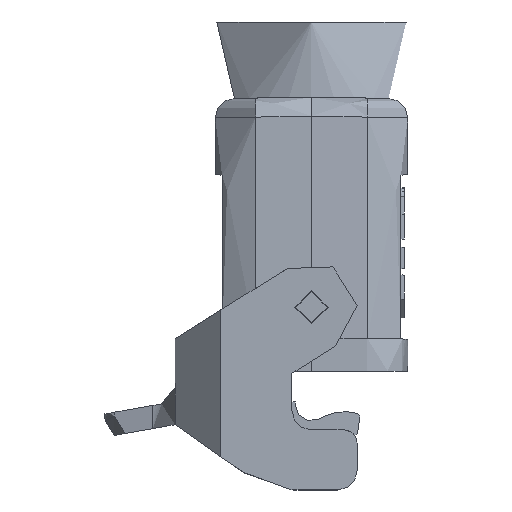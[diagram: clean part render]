
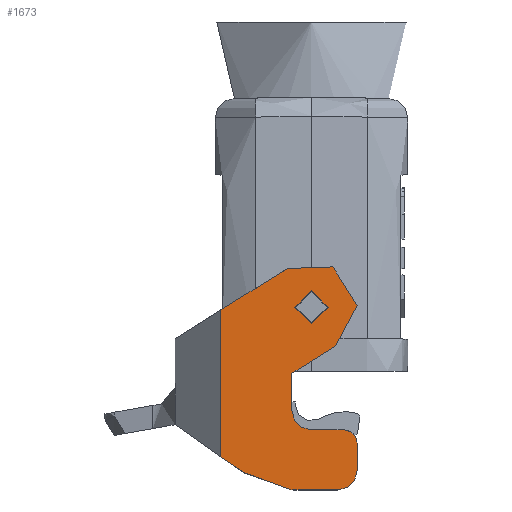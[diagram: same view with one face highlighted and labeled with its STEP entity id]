
A CAD part, left-side view. The second image highlights one B-rep face of the part: STEP entity #1673.
In plain terms, the highlighted planar face has unit normal (-1, 0, 0).
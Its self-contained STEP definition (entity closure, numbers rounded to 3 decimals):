
#1344=FACE_BOUND('',#2437,.T.);
#1345=FACE_BOUND('',#2438,.T.);
#1501=CIRCLE('',#6958,3.);
#1517=CIRCLE('',#7008,2.55);
#1520=CIRCLE('',#7013,2.);
#1522=CIRCLE('',#7018,3.);
#1523=CIRCLE('',#7019,2.);
#1524=CIRCLE('',#7020,7.);
#1673=ADVANCED_FACE('',(#1344,#1345),#1958,.T.);
#1958=PLANE('',#7021);
#2437=EDGE_LOOP('',(#3957));
#2438=EDGE_LOOP('',(#3958,#3959,#3960,#3961,#3962,#3963,#3964,#3965,#3966,
#3967,#3968,#3969,#3970,#3971));
#2759=LINE('',#8850,#3249);
#2823=LINE('',#9374,#3313);
#2827=LINE('',#9388,#3317);
#2830=LINE('',#9398,#3320);
#2834=LINE('',#9431,#3324);
#2835=LINE('',#9434,#3325);
#2836=LINE('',#9437,#3326);
#2837=LINE('',#9439,#3327);
#3249=VECTOR('',#7398,1.);
#3313=VECTOR('',#7564,1.);
#3317=VECTOR('',#7576,1.);
#3320=VECTOR('',#7587,1.);
#3324=VECTOR('',#7599,1.);
#3325=VECTOR('',#7602,1.);
#3326=VECTOR('',#7605,1.);
#3327=VECTOR('',#7606,1.);
#3957=ORIENTED_EDGE('',*,*,#5937,.T.);
#3958=ORIENTED_EDGE('',*,*,#5953,.F.);
#3959=ORIENTED_EDGE('',*,*,#5946,.T.);
#3960=ORIENTED_EDGE('',*,*,#5944,.T.);
#3961=ORIENTED_EDGE('',*,*,#5941,.T.);
#3962=ORIENTED_EDGE('',*,*,#5954,.T.);
#3963=ORIENTED_EDGE('',*,*,#5955,.T.);
#3964=ORIENTED_EDGE('',*,*,#5956,.T.);
#3965=ORIENTED_EDGE('',*,*,#5831,.T.);
#3966=ORIENTED_EDGE('',*,*,#5834,.T.);
#3967=ORIENTED_EDGE('',*,*,#5957,.T.);
#3968=ORIENTED_EDGE('',*,*,#5935,.T.);
#3969=ORIENTED_EDGE('',*,*,#5958,.T.);
#3970=ORIENTED_EDGE('',*,*,#5959,.T.);
#3971=ORIENTED_EDGE('',*,*,#5960,.T.);
#5302=VERTEX_POINT('',#8845);
#5304=VERTEX_POINT('',#8849);
#5306=VERTEX_POINT('',#8855);
#5375=VERTEX_POINT('',#9373);
#5376=VERTEX_POINT('',#9375);
#5377=VERTEX_POINT('',#9379);
#5381=VERTEX_POINT('',#9387);
#5382=VERTEX_POINT('',#9389);
#5384=VERTEX_POINT('',#9395);
#5385=VERTEX_POINT('',#9399);
#5390=VERTEX_POINT('',#9428);
#5391=VERTEX_POINT('',#9430);
#5392=VERTEX_POINT('',#9432);
#5393=VERTEX_POINT('',#9436);
#5394=VERTEX_POINT('',#9438);
#5831=EDGE_CURVE('',#5302,#5304,#2759,.T.);
#5834=EDGE_CURVE('',#5304,#5306,#1501,.T.);
#5935=EDGE_CURVE('',#5376,#5375,#2823,.T.);
#5937=EDGE_CURVE('',#5377,#5377,#1517,.T.);
#5941=EDGE_CURVE('',#5382,#5381,#2827,.T.);
#5944=EDGE_CURVE('',#5384,#5382,#1520,.T.);
#5946=EDGE_CURVE('',#5385,#5384,#2830,.T.);
#5953=EDGE_CURVE('',#5385,#5390,#6617,.T.);
#5954=EDGE_CURVE('',#5381,#5391,#1522,.T.);
#5955=EDGE_CURVE('',#5391,#5392,#2834,.T.);
#5956=EDGE_CURVE('',#5392,#5302,#1523,.T.);
#5957=EDGE_CURVE('',#5306,#5376,#2835,.T.);
#5958=EDGE_CURVE('',#5375,#5393,#1524,.T.);
#5959=EDGE_CURVE('',#5393,#5394,#2836,.T.);
#5960=EDGE_CURVE('',#5394,#5390,#2837,.T.);
#6617=B_SPLINE_CURVE_WITH_KNOTS('',3,(#9424,#9425,#9426,#9427),
 .UNSPECIFIED.,.F.,.F.,(4,4),(0.,1.),.UNSPECIFIED.);
#6958=AXIS2_PLACEMENT_3D('',#8856,#7404,#7405);
#7008=AXIS2_PLACEMENT_3D('',#9378,#7568,#7569);
#7013=AXIS2_PLACEMENT_3D('',#9394,#7582,#7583);
#7018=AXIS2_PLACEMENT_3D('',#9429,#7597,#7598);
#7019=AXIS2_PLACEMENT_3D('',#9433,#7600,#7601);
#7020=AXIS2_PLACEMENT_3D('',#9435,#7603,#7604);
#7021=AXIS2_PLACEMENT_3D('',#9440,#7607,#7608);
#7398=DIRECTION('',(0.,1.,0.));
#7404=DIRECTION('',(1.,0.,0.));
#7405=DIRECTION('',(0.,0.,1.));
#7564=DIRECTION('',(0.,-0.848,0.53));
#7568=DIRECTION('',(1.,0.,0.));
#7569=DIRECTION('',(0.,-1.,0.));
#7576=DIRECTION('',(0.,-1.,0.));
#7582=DIRECTION('',(-1.,0.,0.));
#7583=DIRECTION('',(0.,0.,1.));
#7587=DIRECTION('',(0.,-0.94,-0.342));
#7597=DIRECTION('',(-1.,0.,0.));
#7598=DIRECTION('',(0.,0.,1.));
#7599=DIRECTION('',(0.,0.,1.));
#7600=DIRECTION('',(-1.,0.,0.));
#7601=DIRECTION('',(0.,0.,1.));
#7602=DIRECTION('',(0.,0.,1.));
#7603=DIRECTION('',(-1.,0.,0.));
#7604=DIRECTION('',(0.,0.,1.));
#7605=DIRECTION('',(0.,0.848,-0.53));
#7606=DIRECTION('',(0.,0.,-1.));
#7607=DIRECTION('',(-1.,0.,0.));
#7608=DIRECTION('',(0.,-1.,0.));
#8845=CARTESIAN_POINT('',(-37.25,-5.,-18.15));
#8849=CARTESIAN_POINT('',(-37.25,0.,-18.15));
#8850=CARTESIAN_POINT('',(-37.25,14.423,-18.15));
#8855=CARTESIAN_POINT('',(-37.25,3.,-15.15));
#8856=CARTESIAN_POINT('',(-37.25,0.,-15.15));
#9373=CARTESIAN_POINT('',(-37.25,-3.709,-5.286));
#9374=CARTESIAN_POINT('',(-37.25,19.639,-19.876));
#9375=CARTESIAN_POINT('',(-37.25,3.,-9.479));
#9378=CARTESIAN_POINT('',(-37.25,0.,0.65));
#9379=CARTESIAN_POINT('',(-37.25,-2.55,0.65));
#9387=CARTESIAN_POINT('',(-37.25,-4.,-27.35));
#9388=CARTESIAN_POINT('',(-37.25,14.423,-27.35));
#9389=CARTESIAN_POINT('',(-37.25,2.689,-27.35));
#9394=CARTESIAN_POINT('',(-37.25,2.689,-25.35));
#9395=CARTESIAN_POINT('',(-37.25,3.373,-27.229));
#9398=CARTESIAN_POINT('',(-37.25,12.81,-23.794));
#9399=CARTESIAN_POINT('',(-37.25,10.186,-24.75));
#9424=CARTESIAN_POINT('',(-37.25,10.186,-24.75));
#9425=CARTESIAN_POINT('',(-37.25,11.439,-23.94));
#9426=CARTESIAN_POINT('',(-37.25,12.676,-23.105));
#9427=CARTESIAN_POINT('',(-37.25,13.9,-22.251));
#9428=CARTESIAN_POINT('',(-37.25,13.9,-22.251));
#9429=CARTESIAN_POINT('',(-37.25,-4.,-24.35));
#9430=CARTESIAN_POINT('',(-37.25,-7.,-24.35));
#9431=CARTESIAN_POINT('',(-37.25,-7.,-28.225));
#9432=CARTESIAN_POINT('',(-37.25,-7.,-20.15));
#9433=CARTESIAN_POINT('',(-37.25,-5.,-20.15));
#9434=CARTESIAN_POINT('',(-37.25,3.,-28.225));
#9435=CARTESIAN_POINT('',(-37.25,0.,0.65));
#9436=CARTESIAN_POINT('',(-37.25,3.709,6.586));
#9437=CARTESIAN_POINT('',(-37.25,27.058,-8.003));
#9438=CARTESIAN_POINT('',(-37.25,13.9,0.219));
#9439=CARTESIAN_POINT('',(-37.25,13.9,-0.371));
#9440=CARTESIAN_POINT('',(-37.25,14.423,-28.225));
